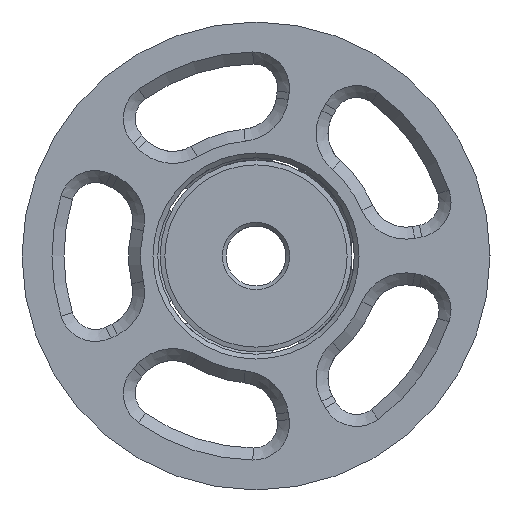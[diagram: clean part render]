
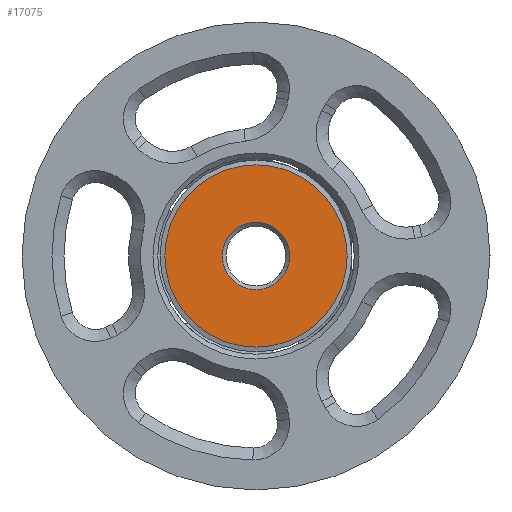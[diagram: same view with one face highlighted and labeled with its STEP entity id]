
A CAD part, front view. The second image highlights one B-rep face of the part: STEP entity #17075.
In plain terms, the highlighted planar face has unit normal (0, -1, 0).
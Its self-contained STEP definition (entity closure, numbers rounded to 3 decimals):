
#158=FACE_BOUND('',#2918,.T.);
#1135=PLANE('',#19270);
#1985=FACE_OUTER_BOUND('',#2917,.T.);
#2917=EDGE_LOOP('',(#15903));
#2918=EDGE_LOOP('',(#15904));
#4245=CIRCLE('',#19269,7.61);
#4246=CIRCLE('',#19271,2.8);
#8262=VERTEX_POINT('',#32900);
#8263=VERTEX_POINT('',#32904);
#10852=EDGE_CURVE('',#8262,#8262,#4245,.T.);
#10853=EDGE_CURVE('',#8263,#8263,#4246,.T.);
#15903=ORIENTED_EDGE('',*,*,#10852,.T.);
#15904=ORIENTED_EDGE('',*,*,#10853,.T.);
#17075=ADVANCED_FACE('',(#1985,#158),#1135,.T.);
#19269=AXIS2_PLACEMENT_3D('',#32902,#24647,#24648);
#19270=AXIS2_PLACEMENT_3D('',#32903,#24649,#24650);
#19271=AXIS2_PLACEMENT_3D('',#32905,#24651,#24652);
#24647=DIRECTION('center_axis',(0.,-1.,0.));
#24648=DIRECTION('ref_axis',(-1.,0.,0.));
#24649=DIRECTION('center_axis',(0.,-1.,0.));
#24650=DIRECTION('ref_axis',(-1.,0.,0.));
#24651=DIRECTION('center_axis',(0.,1.,0.));
#24652=DIRECTION('ref_axis',(1.,0.,0.));
#32900=CARTESIAN_POINT('',(268.965,38.8,16.4));
#32902=CARTESIAN_POINT('Origin',(276.575,38.8,16.4));
#32903=CARTESIAN_POINT('Origin',(276.575,38.8,16.4));
#32904=CARTESIAN_POINT('',(279.375,38.8,16.4));
#32905=CARTESIAN_POINT('Origin',(276.575,38.8,16.4));
